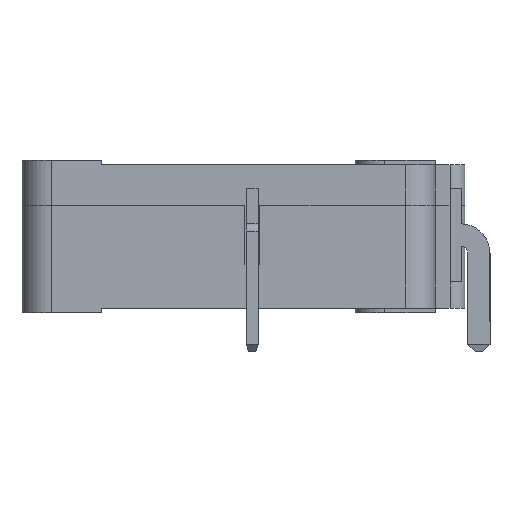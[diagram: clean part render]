
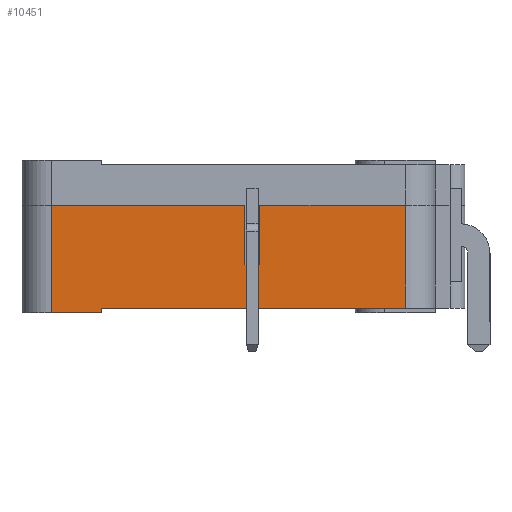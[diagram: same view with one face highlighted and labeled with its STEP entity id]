
A CAD part, front view. The second image highlights one B-rep face of the part: STEP entity #10451.
In plain terms, the highlighted planar face has unit normal (0, -1, 0).
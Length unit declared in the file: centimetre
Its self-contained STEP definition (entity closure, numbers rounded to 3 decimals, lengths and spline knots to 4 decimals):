
#633=FACE_OUTER_BOUND('',#1220,.T.);
#1220=EDGE_LOOP('',(#7374,#7375,#7376,#7377,#7378,#7379,#7380,#7381,#7382,
#7383,#7384,#7385,#7386,#7387));
#2059=LINE('',#14299,#3253);
#2090=LINE('',#14365,#3284);
#2093=LINE('',#14371,#3287);
#2098=LINE('',#14381,#3292);
#2099=LINE('',#14383,#3293);
#2100=LINE('',#14385,#3294);
#2101=LINE('',#14387,#3295);
#2102=LINE('',#14389,#3296);
#2103=LINE('',#14391,#3297);
#2104=LINE('',#14393,#3298);
#2105=LINE('',#14395,#3299);
#2106=LINE('',#14397,#3300);
#2107=LINE('',#14399,#3301);
#2108=LINE('',#14400,#3302);
#3253=VECTOR('',#11971,1.);
#3284=VECTOR('',#12032,1.);
#3287=VECTOR('',#12039,1.);
#3292=VECTOR('',#12046,1.);
#3293=VECTOR('',#12047,1.);
#3294=VECTOR('',#12048,1.);
#3295=VECTOR('',#12049,1.);
#3296=VECTOR('',#12050,1.);
#3297=VECTOR('',#12051,1.);
#3298=VECTOR('',#12052,1.);
#3299=VECTOR('',#12053,1.);
#3300=VECTOR('',#12054,1.);
#3301=VECTOR('',#12055,1.);
#3302=VECTOR('',#12056,1.);
#4413=VERTEX_POINT('',#14296);
#4414=VERTEX_POINT('',#14298);
#4434=VERTEX_POINT('',#14364);
#4435=VERTEX_POINT('',#14370);
#4439=VERTEX_POINT('',#14380);
#4440=VERTEX_POINT('',#14382);
#4441=VERTEX_POINT('',#14384);
#4442=VERTEX_POINT('',#14386);
#4443=VERTEX_POINT('',#14388);
#4444=VERTEX_POINT('',#14390);
#4445=VERTEX_POINT('',#14392);
#4446=VERTEX_POINT('',#14394);
#4447=VERTEX_POINT('',#14396);
#4448=VERTEX_POINT('',#14398);
#5523=EDGE_CURVE('',#4414,#4413,#2059,.T.);
#5556=EDGE_CURVE('',#4434,#4414,#2090,.T.);
#5559=EDGE_CURVE('',#4435,#4434,#2093,.T.);
#5564=EDGE_CURVE('',#4413,#4439,#2098,.T.);
#5565=EDGE_CURVE('',#4439,#4440,#2099,.T.);
#5566=EDGE_CURVE('',#4440,#4441,#2100,.T.);
#5567=EDGE_CURVE('',#4442,#4441,#2101,.T.);
#5568=EDGE_CURVE('',#4443,#4442,#2102,.T.);
#5569=EDGE_CURVE('',#4443,#4444,#2103,.T.);
#5570=EDGE_CURVE('',#4444,#4445,#2104,.T.);
#5571=EDGE_CURVE('',#4445,#4446,#2105,.T.);
#5572=EDGE_CURVE('',#4446,#4447,#2106,.T.);
#5573=EDGE_CURVE('',#4447,#4448,#2107,.T.);
#5574=EDGE_CURVE('',#4448,#4435,#2108,.T.);
#7374=ORIENTED_EDGE('',*,*,#5559,.T.);
#7375=ORIENTED_EDGE('',*,*,#5556,.T.);
#7376=ORIENTED_EDGE('',*,*,#5523,.T.);
#7377=ORIENTED_EDGE('',*,*,#5564,.T.);
#7378=ORIENTED_EDGE('',*,*,#5565,.T.);
#7379=ORIENTED_EDGE('',*,*,#5566,.T.);
#7380=ORIENTED_EDGE('',*,*,#5567,.F.);
#7381=ORIENTED_EDGE('',*,*,#5568,.F.);
#7382=ORIENTED_EDGE('',*,*,#5569,.T.);
#7383=ORIENTED_EDGE('',*,*,#5570,.T.);
#7384=ORIENTED_EDGE('',*,*,#5571,.T.);
#7385=ORIENTED_EDGE('',*,*,#5572,.T.);
#7386=ORIENTED_EDGE('',*,*,#5573,.T.);
#7387=ORIENTED_EDGE('',*,*,#5574,.T.);
#10035=PLANE('',#11095);
#10451=ADVANCED_FACE('',(#633),#10035,.T.);
#11095=AXIS2_PLACEMENT_3D('',#14379,#12044,#12045);
#11971=DIRECTION('',(0.,0.,1.));
#12032=DIRECTION('',(-1.,0.,0.));
#12039=DIRECTION('',(0.,0.,-1.));
#12044=DIRECTION('center_axis',(0.,-1.,0.));
#12045=DIRECTION('ref_axis',(0.,0.,-1.));
#12046=DIRECTION('',(-1.,0.,0.));
#12047=DIRECTION('',(0.,0.,1.));
#12048=DIRECTION('',(-1.,0.,0.));
#12049=DIRECTION('',(0.,0.,1.));
#12050=DIRECTION('',(-1.,0.,0.));
#12051=DIRECTION('',(0.,0.,1.));
#12052=DIRECTION('',(1.,0.,0.));
#12053=DIRECTION('',(0.,0.,1.));
#12054=DIRECTION('',(-1.,0.,0.));
#12055=DIRECTION('',(0.,0.,-1.));
#12056=DIRECTION('',(-1.,0.,0.));
#14296=CARTESIAN_POINT('',(-1.375,-0.7475,0.325));
#14298=CARTESIAN_POINT('',(-1.375,-0.7475,0.21));
#14299=CARTESIAN_POINT('',(-1.375,-0.7475,0.1625));
#14364=CARTESIAN_POINT('',(-1.295,-0.7475,0.21));
#14365=CARTESIAN_POINT('',(-0.7975,-0.7475,0.21));
#14370=CARTESIAN_POINT('',(-1.295,-0.7475,0.325));
#14371=CARTESIAN_POINT('',(-1.295,-0.7475,0.3625));
#14379=CARTESIAN_POINT('Origin',(-0.3,-0.7475,0.));
#14380=CARTESIAN_POINT('',(-1.385,-0.7475,0.325));
#14381=CARTESIAN_POINT('',(-0.8425,-0.7475,0.325));
#14382=CARTESIAN_POINT('',(-1.385,-0.7475,0.725));
#14383=CARTESIAN_POINT('',(-1.385,-0.7475,0.3625));
#14384=CARTESIAN_POINT('',(-2.69,-0.7475,0.725));
#14385=CARTESIAN_POINT('',(-1.5951,-0.7475,0.725));
#14386=CARTESIAN_POINT('',(-2.69,-0.7475,0.));
#14387=CARTESIAN_POINT('',(-2.69,-0.7475,0.));
#14388=CARTESIAN_POINT('',(-2.35,-0.7475,0.));
#14389=CARTESIAN_POINT('',(-0.3,-0.7475,0.));
#14390=CARTESIAN_POINT('',(-2.35,-0.7475,0.03));
#14391=CARTESIAN_POINT('',(-2.35,-0.7475,0.));
#14392=CARTESIAN_POINT('',(-0.3,-0.7475,0.03));
#14393=CARTESIAN_POINT('',(-0.8445,-0.7475,0.03));
#14394=CARTESIAN_POINT('',(-0.3,-0.7475,0.725));
#14395=CARTESIAN_POINT('',(-0.3,-0.7475,0.));
#14396=CARTESIAN_POINT('',(-1.285,-0.7475,0.725));
#14397=CARTESIAN_POINT('',(-1.5951,-0.7475,0.725));
#14398=CARTESIAN_POINT('',(-1.285,-0.7475,0.325));
#14399=CARTESIAN_POINT('',(-1.285,-0.7475,0.1625));
#14400=CARTESIAN_POINT('',(-0.8425,-0.7475,0.325));
